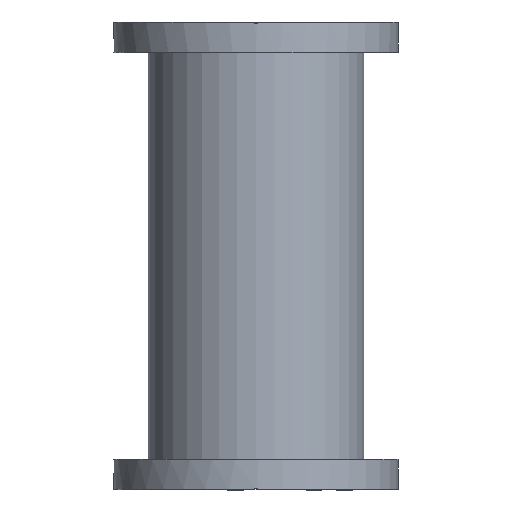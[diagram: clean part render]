
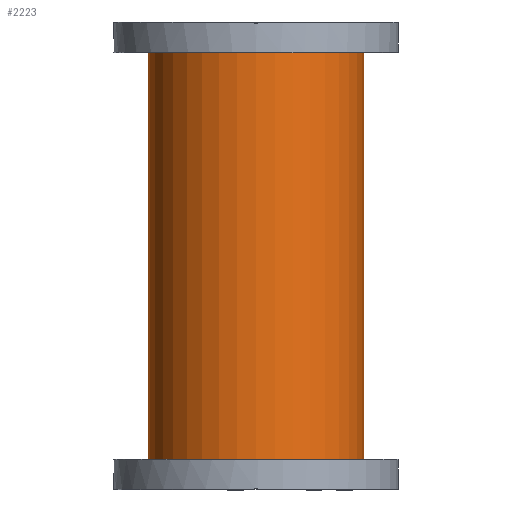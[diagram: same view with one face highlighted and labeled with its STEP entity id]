
A CAD part, front view. The second image highlights one B-rep face of the part: STEP entity #2223.
In plain terms, the highlighted cylindrical face has radius 77 mm (diameter 154 mm), a full revolution.
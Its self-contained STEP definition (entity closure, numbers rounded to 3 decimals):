
#2161=CARTESIAN_POINT('',(0.,77.,185.));
#2162=VERTEX_POINT('',#2161);
#2163=CARTESIAN_POINT('',(0.,0.,185.));
#2164=DIRECTION('',(0.0,0.0,1.0));
#2165=DIRECTION('',(-1.0,0.0,0.0));
#2166=AXIS2_PLACEMENT_3D('',#2163,#2164,#2165);
#2167=CIRCLE('',#2166,77.);
#2168=EDGE_CURVE('',#2162,#2162,#2167,.T.);
#2204=CARTESIAN_POINT('',(0.,0.,0.));
#2205=DIRECTION('',(0.,0.,1.0));
#2206=DIRECTION('',(-1.0,0.0,0.0));
#2207=AXIS2_PLACEMENT_3D('',#2204,#2205,#2206);
#2208=CYLINDRICAL_SURFACE('',#2207,77.);
#2209=ORIENTED_EDGE('',*,*,#2168,.T.);
#2210=EDGE_LOOP('',(#2209));
#2211=FACE_OUTER_BOUND('',#2210,.T.);
#2212=CARTESIAN_POINT('',(77.,0.,500.));
#2213=VERTEX_POINT('',#2212);
#2214=CARTESIAN_POINT('',(0.,0.,500.));
#2215=DIRECTION('',(0.0,0.0,-1.0));
#2216=DIRECTION('',(-1.0,0.0,0.0));
#2217=AXIS2_PLACEMENT_3D('',#2214,#2215,#2216);
#2218=CIRCLE('',#2217,77.);
#2219=EDGE_CURVE('',#2213,#2213,#2218,.T.);
#2220=ORIENTED_EDGE('',*,*,#2219,.T.);
#2221=EDGE_LOOP('',(#2220));
#2222=FACE_BOUND('',#2221,.T.);
#2223=ADVANCED_FACE('',(#2211,#2222),#2208,.T.);
